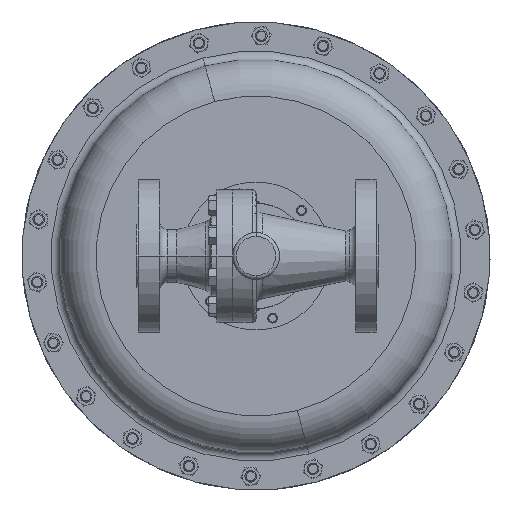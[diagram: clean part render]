
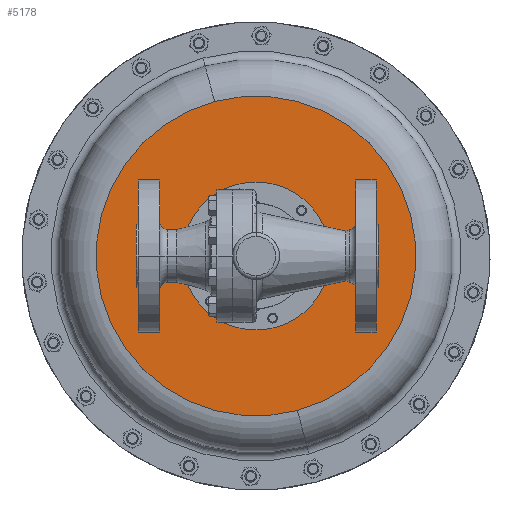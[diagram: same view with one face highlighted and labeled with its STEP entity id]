
A CAD part, front view. The second image highlights one B-rep face of the part: STEP entity #5178.
In plain terms, the highlighted planar face has unit normal (0, -1, 0).
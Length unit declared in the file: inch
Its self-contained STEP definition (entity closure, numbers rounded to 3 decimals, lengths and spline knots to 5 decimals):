
#845 = EDGE_CURVE ( 'NONE', #20180, #27397, #33237, .T. ) ;
#1013 = AXIS2_PLACEMENT_3D ( 'NONE', #29356, #12879, #32137 ) ;
#1720 = ORIENTED_EDGE ( 'NONE', *, *, #7395, .F. ) ;
#2918 = PLANE ( 'NONE',  #9782 ) ;
#3079 = DIRECTION ( 'NONE',  ( 0., 1., 0. ) ) ;
#5178 = ADVANCED_FACE ( 'NONE', ( #31693, #18756 ), #2918, .T. ) ;
#5694 = DIRECTION ( 'NONE',  ( 0., -1., 0. ) ) ;
#6688 = CARTESIAN_POINT ( 'NONE',  ( 1.93956, 9.7203, -0.90697 ) ) ;
#7395 = EDGE_CURVE ( 'NONE', #27781, #13982, #32453, .T. ) ;
#8690 = CARTESIAN_POINT ( 'NONE',  ( -1.06627, 9.7203, 5.72278 ) ) ;
#9284 = DIRECTION ( 'NONE',  ( 0., 1., 0. ) ) ;
#9782 = AXIS2_PLACEMENT_3D ( 'NONE', #22067, #5694, #24984 ) ;
#11838 = CIRCLE ( 'NONE', #1013, 2.375 ) ;
#12879 = DIRECTION ( 'NONE',  ( 0., 1., 0. ) ) ;
#13982 = VERTEX_POINT ( 'NONE', #6688 ) ;
#14047 = EDGE_LOOP ( 'NONE', ( #26400, #21175 ) ) ;
#16113 = CARTESIAN_POINT ( 'NONE',  ( 0.61311, 9.7203, 4.0434 ) ) ;
#16680 = CARTESIAN_POINT ( 'NONE',  ( 2.29249, 9.7203, 2.36402 ) ) ;
#16888 = EDGE_CURVE ( 'NONE', #13982, #27781, #28474, .T. ) ;
#18756 = FACE_BOUND ( 'NONE', #14047, .T. ) ;
#18912 = DIRECTION ( 'NONE',  ( -0.707, 0., 0.707 ) ) ;
#19555 = CARTESIAN_POINT ( 'NONE',  ( 0.61311, 9.7203, 4.0434 ) ) ;
#20180 = VERTEX_POINT ( 'NONE', #8690 ) ;
#20422 = AXIS2_PLACEMENT_3D ( 'NONE', #25814, #9284, #28539 ) ;
#21175 = ORIENTED_EDGE ( 'NONE', *, *, #845, .T. ) ;
#22067 = CARTESIAN_POINT ( 'NONE',  ( -4.33726, 9.7203, 2.71695 ) ) ;
#22339 = DIRECTION ( 'NONE',  ( 0.259, 0., -0.966 ) ) ;
#23348 = ORIENTED_EDGE ( 'NONE', *, *, #16888, .F. ) ;
#24984 = DIRECTION ( 'NONE',  ( -0.259, 0., 0.966 ) ) ;
#25453 = EDGE_CURVE ( 'NONE', #27397, #20180, #11838, .T. ) ;
#25814 = CARTESIAN_POINT ( 'NONE',  ( 0.61311, 9.7203, 4.0434 ) ) ;
#26400 = ORIENTED_EDGE ( 'NONE', *, *, #25453, .T. ) ;
#27298 = CARTESIAN_POINT ( 'NONE',  ( -0.71334, 9.7203, 8.99377 ) ) ;
#27397 = VERTEX_POINT ( 'NONE', #16680 ) ;
#27781 = VERTEX_POINT ( 'NONE', #27298 ) ;
#28474 = CIRCLE ( 'NONE', #34789, 5.125 ) ;
#28539 = DIRECTION ( 'NONE',  ( 0.259, 0., -0.966 ) ) ;
#28566 = EDGE_LOOP ( 'NONE', ( #23348, #1720 ) ) ;
#29356 = CARTESIAN_POINT ( 'NONE',  ( 0.61311, 9.7203, 4.0434 ) ) ;
#31693 = FACE_OUTER_BOUND ( 'NONE', #28566, .T. ) ;
#32137 = DIRECTION ( 'NONE',  ( -0.707, 0., 0.707 ) ) ;
#32453 = CIRCLE ( 'NONE', #20422, 5.125 ) ;
#33237 = CIRCLE ( 'NONE', #33682, 2.375 ) ;
#33682 = AXIS2_PLACEMENT_3D ( 'NONE', #16113, #35445, #18912 ) ;
#34789 = AXIS2_PLACEMENT_3D ( 'NONE', #19555, #3079, #22339 ) ;
#35445 = DIRECTION ( 'NONE',  ( 0., 1., 0. ) ) ;
